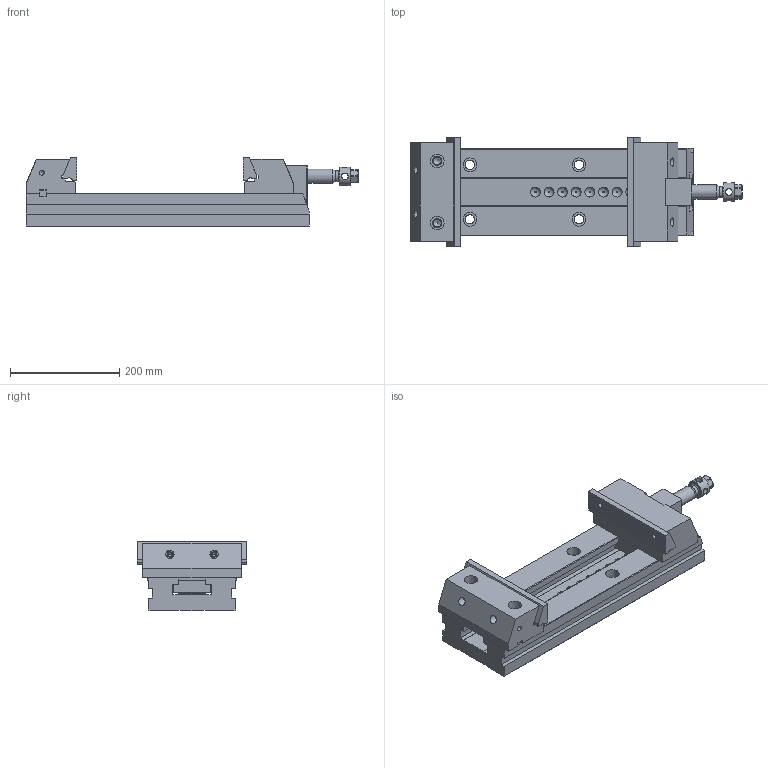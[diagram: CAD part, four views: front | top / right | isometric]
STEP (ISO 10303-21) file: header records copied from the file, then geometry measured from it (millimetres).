
FILE_DESCRIPTION(/* description */ (''),/* implementation_level */ '2;1');
FILE_NAME(/* name */ '60_200L_Mordaza.stp',/* time_stamp */ '2013-11-06T16:48:17+01:00',/* author */ (''),/* organization */ (''),/* preprocessor_version */ 'ST-DEVELOPER v11',/* originating_system */ 'SIEMENS PLM Software NX 7.5',/* authorisation */ '');
FILE_SCHEMA (('CONFIG_CONTROL_DESIGN'));
Length unit declared in the file: millimetre
Products named in the file (2): 15090 Montaje taco atras; 60_200L_Mordaza
Assembly tree (1 placements, depth 2):
  60_200L_Mordaza
    15090 Montaje taco atras
Bounding box: 609 x 200 x 126.95 mm (x, y, z)
Volume: 5832512.5 mm3; surface area: 633061.1 mm2
Topology: 12 solids, 12 shells, 478 faces, 1312 edges, 872 vertices
Faces by surface type: plane 280, cylinder 132, cone 43, sphere 14, torus 9
Full cylindrical faces by diameter (mm): 4.351 x1, 5.188 x1, 6.985 x4, 8.5 x4, 8.782 x6, 10 x4, 10.579 x3, 12 x4, 12.376 x2, 13 x3, 14.376 x2, 15 x6, 16 x6, 16.5 x1, 17 x6, 19 x3, 20 x3, 21.25 x1, 22 x2, 25 x6, 26 x1, 30 x2, 33.8 x1, 34 x3
Entity records: 14677 total; most frequent: CARTESIAN_POINT 3156, DIRECTION 2280, ORIENTED_EDGE 2168, EDGE_CURVE 1084, VERTEX_POINT 804, AXIS2_PLACEMENT_3D 784, LINE 712, VECTOR 712
